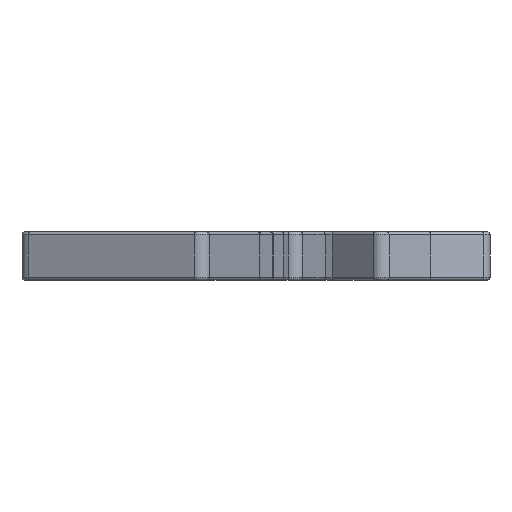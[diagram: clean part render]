
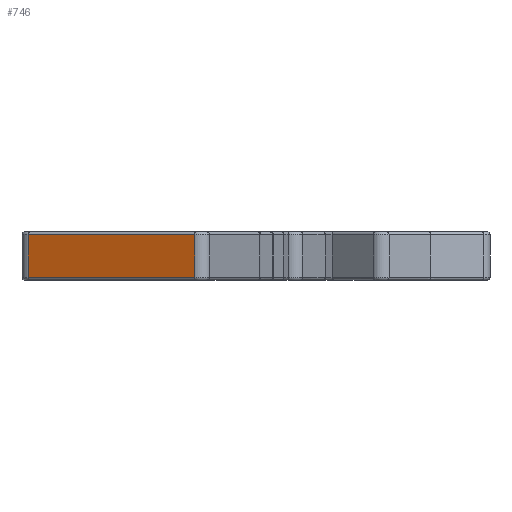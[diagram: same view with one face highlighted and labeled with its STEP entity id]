
A CAD part, left-side view. The second image highlights one B-rep face of the part: STEP entity #746.
In plain terms, the highlighted planar face has unit normal (-0.906, 0.423, 0).
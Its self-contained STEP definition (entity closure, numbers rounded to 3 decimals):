
#688=CARTESIAN_POINT('',(-112.357,87.413,-0.8));
#689=VERTEX_POINT('',#688);
#690=CARTESIAN_POINT('',(-112.357,87.413,12.));
#691=VERTEX_POINT('',#690);
#692=CARTESIAN_POINT('',(-112.357,87.413,-0.8));
#693=DIRECTION('',(0.,0.,1.));
#694=VECTOR('',#693,12.8);
#695=LINE('',#692,#694);
#696=EDGE_CURVE('',#689,#691,#695,.T.);
#716=CARTESIAN_POINT('',(-123.93,62.594,-8.));
#717=DIRECTION('',(0.906,-0.423,0.));
#718=DIRECTION('',(0.423,0.906,0.));
#719=AXIS2_PLACEMENT_3D('',#716,#717,#718);
#720=PLANE('',#719);
#721=CARTESIAN_POINT('',(-135.503,37.775,-0.8));
#722=VERTEX_POINT('',#721);
#723=CARTESIAN_POINT('',(-135.503,37.775,12.));
#724=VERTEX_POINT('',#723);
#725=CARTESIAN_POINT('',(-135.503,37.775,-0.8));
#726=DIRECTION('',(0.,0.,1.));
#727=VECTOR('',#726,12.8);
#728=LINE('',#725,#727);
#729=EDGE_CURVE('',#722,#724,#728,.T.);
#730=ORIENTED_EDGE('',*,*,#729,.T.);
#731=CARTESIAN_POINT('',(-135.503,37.775,12.));
#732=DIRECTION('',(0.423,0.906,0.));
#733=VECTOR('',#732,54.769);
#734=LINE('',#731,#733);
#735=EDGE_CURVE('',#724,#691,#734,.T.);
#736=ORIENTED_EDGE('',*,*,#735,.T.);
#737=ORIENTED_EDGE('',*,*,#696,.F.);
#738=CARTESIAN_POINT('',(-112.357,87.413,-0.8));
#739=DIRECTION('',(-0.423,-0.906,-0.));
#740=VECTOR('',#739,54.769);
#741=LINE('',#738,#740);
#742=EDGE_CURVE('',#689,#722,#741,.T.);
#743=ORIENTED_EDGE('',*,*,#742,.T.);
#744=EDGE_LOOP('',(#730,#736,#737,#743));
#745=FACE_BOUND('',#744,.T.);
#746=ADVANCED_FACE('',(#745),#720,.F.);
